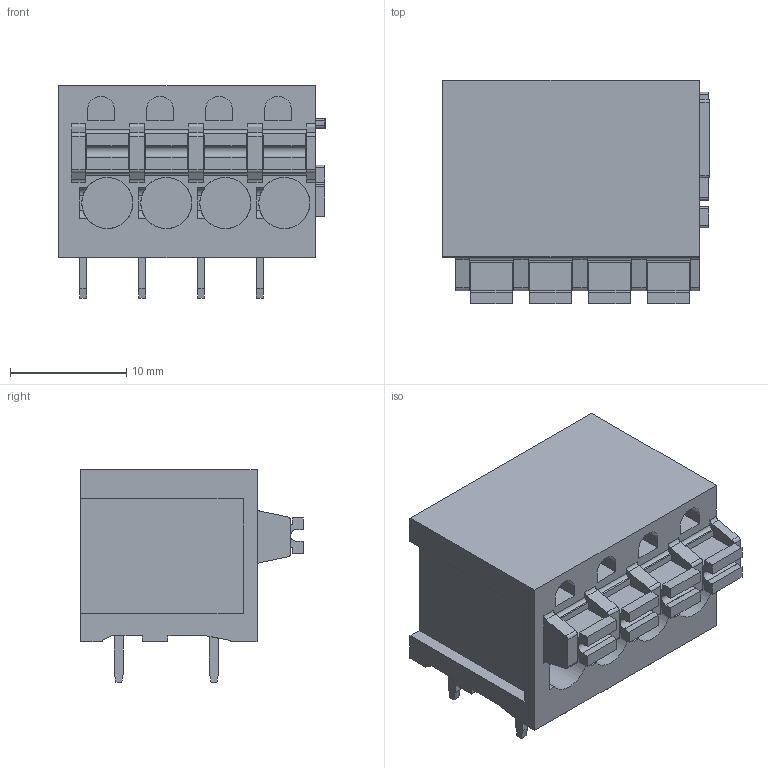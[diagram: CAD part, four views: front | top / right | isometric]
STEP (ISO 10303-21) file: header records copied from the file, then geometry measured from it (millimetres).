
FILE_DESCRIPTION(('CATIA V5 STEP Exchange','CAx-IF Rec.Pracs.--- Model Styling and Organization---1.4--- 2014-01-23'),'2;1');
FILE_NAME ('222584-2_0_1425830000_1425830000.stp','2021-07-06T11:53:52+00:00',('none'),('Weidmueller'),'CATIA Version 5-6 Release 2016 SP3 HF44','CATIA V5 STEP AP214','none');
FILE_SCHEMA(('AUTOMOTIVE_DESIGN { 1 0 10303 214 1 1 1 1 }'));
Length unit declared in the file: millimetre
Products named in the file (1): 1425830000
Bounding box: 22.97 x 19.2 x 18.3 mm (x, y, z)
Volume: 4552.4 mm3; surface area: 3025.1 mm2
Topology: 13 solids, 13 shells, 322 faces, 855 edges, 570 vertices
Faces by surface type: plane 243, cylinder 79
Entity records: 9824 total; most frequent: CARTESIAN_POINT 1748, ORIENTED_EDGE 1710, DIRECTION 1342, EDGE_CURVE 855, VECTOR 689, LINE 689, VERTEX_POINT 570, AXIS2_PLACEMENT_3D 405
